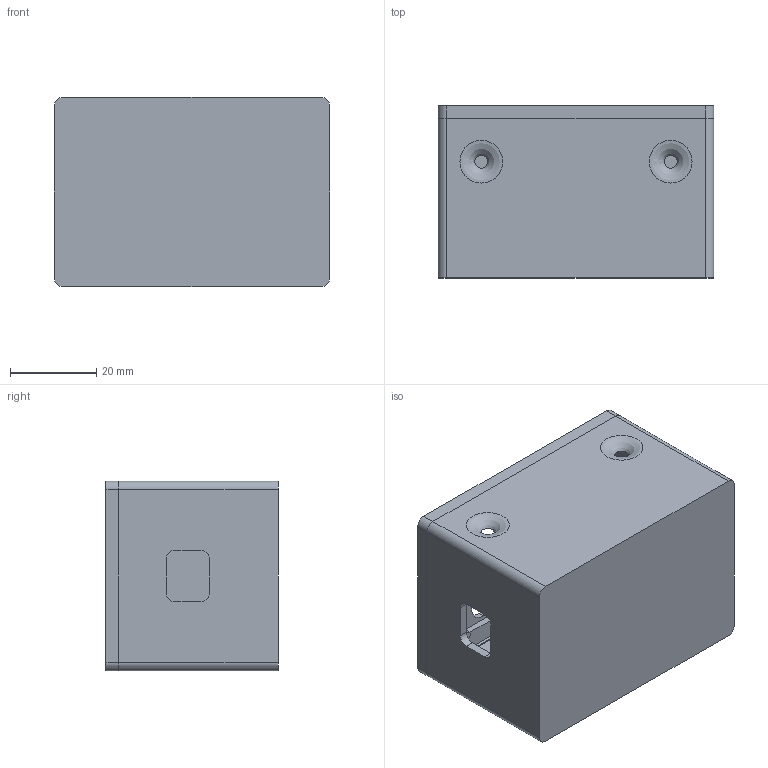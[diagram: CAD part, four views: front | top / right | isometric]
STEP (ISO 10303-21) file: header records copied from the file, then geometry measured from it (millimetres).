
FILE_DESCRIPTION(/* description */ (''),/* implementation_level */ '2;1');
FILE_NAME(/* name */ 'keyword-spotting-box v9.step',/* time_stamp */ '2023-10-01T08:16:17+02:00',/* author */ (''),/* organization */ (''),/* preprocessor_version */ 'ST-DEVELOPER v20',/* originating_system */ 'Autodesk Translation Framework v12.14.0.127',/* authorisation */ '');
FILE_SCHEMA (('AUTOMOTIVE_DESIGN { 1 0 10303 214 3 1 1 }'));
Length unit declared in the file: millimetre
Products named in the file (3): keyword-spotting-box; Mic_Board; Box
Assembly tree (2 placements, depth 2):
  keyword-spotting-box
    Mic_Board
    Box
Bounding box: 64 x 40 x 44 mm (x, y, z)
Volume: 25293.8 mm3; surface area: 26117 mm2
Topology: 2 solids, 2 shells, 155 faces, 370 edges, 240 vertices
Faces by surface type: plane 85, cylinder 56, torus 6, sphere 4, cone 4
Full cylindrical faces by diameter (mm): 1 x4, 2 x4, 2.7 x9, 3.2 x4, 5.2 x4, 6 x2
Entity records: 4584 total; most frequent: DIRECTION 807, CARTESIAN_POINT 771, ORIENTED_EDGE 732, EDGE_CURVE 366, AXIS2_PLACEMENT_3D 282, LINE 243, VECTOR 243, VERTEX_POINT 240
